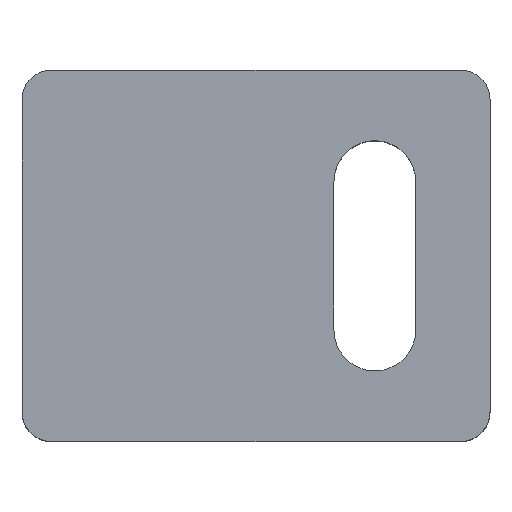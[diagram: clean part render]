
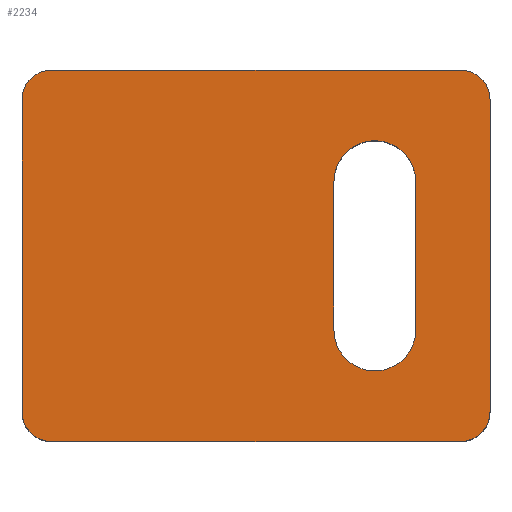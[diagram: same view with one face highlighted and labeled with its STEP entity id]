
A CAD part, top view. The second image highlights one B-rep face of the part: STEP entity #2234.
In plain terms, the highlighted planar face has unit normal (0, 0, 1).
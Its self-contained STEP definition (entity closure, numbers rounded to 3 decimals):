
#79 = VECTOR ( 'NONE', #1068, 1000. ) ;
#99 = DIRECTION ( 'NONE',  ( -1., 0., 0. ) ) ;
#158 = LINE ( 'NONE', #177, #79 ) ;
#160 = FACE_OUTER_BOUND ( 'NONE', #1929, .T. ) ;
#166 = DIRECTION ( 'NONE',  ( 0., 0., 1. ) ) ;
#177 = CARTESIAN_POINT ( 'NONE',  ( -15.75, 25., 7.5 ) ) ;
#178 = CARTESIAN_POINT ( 'NONE',  ( 8., 7.5, 7.5 ) ) ;
#185 = AXIS2_PLACEMENT_3D ( 'NONE', #2854, #817, #99 ) ;
#196 = CIRCLE ( 'NONE', #980, 2. ) ;
#204 = EDGE_CURVE ( 'NONE', #1876, #2139, #1202, .T. ) ;
#223 = CARTESIAN_POINT ( 'NONE',  ( 13.75, 23., 7.5 ) ) ;
#330 = EDGE_LOOP ( 'NONE', ( #2349, #1370, #1724, #1759 ) ) ;
#347 = LINE ( 'NONE', #1477, #920 ) ;
#381 = VERTEX_POINT ( 'NONE', #624 ) ;
#408 = CARTESIAN_POINT ( 'NONE',  ( 15.75, 25., 7.5 ) ) ;
#432 = DIRECTION ( 'NONE',  ( -1., 0., 0. ) ) ;
#437 = ORIENTED_EDGE ( 'NONE', *, *, #514, .T. ) ;
#458 = CARTESIAN_POINT ( 'NONE',  ( 8., 17.5, 7.5 ) ) ;
#514 = EDGE_CURVE ( 'NONE', #2449, #381, #1231, .T. ) ;
#519 = LINE ( 'NONE', #919, #1664 ) ;
#601 = EDGE_CURVE ( 'NONE', #2042, #2564, #2122, .T. ) ;
#624 = CARTESIAN_POINT ( 'NONE',  ( 13.75, 25., 7.5 ) ) ;
#654 = VECTOR ( 'NONE', #2215, 1000. ) ;
#708 = CARTESIAN_POINT ( 'NONE',  ( -13.75, 25., 7.5 ) ) ;
#792 = EDGE_CURVE ( 'NONE', #1408, #2337, #196, .T. ) ;
#814 = CARTESIAN_POINT ( 'NONE',  ( 15.75, 25., 7.5 ) ) ;
#817 = DIRECTION ( 'NONE',  ( 0., 0., 1. ) ) ;
#874 = PLANE ( 'NONE',  #1738 ) ;
#884 = DIRECTION ( 'NONE',  ( 0., 1., 0. ) ) ;
#919 = CARTESIAN_POINT ( 'NONE',  ( 15.75, 25., 7.5 ) ) ;
#920 = VECTOR ( 'NONE', #2197, 1000. ) ;
#942 = CARTESIAN_POINT ( 'NONE',  ( 13.75, 0., 7.5 ) ) ;
#980 = AXIS2_PLACEMENT_3D ( 'NONE', #2447, #2427, #1499 ) ;
#1012 = EDGE_CURVE ( 'NONE', #1408, #381, #519, .T. ) ;
#1031 = EDGE_CURVE ( 'NONE', #2354, #2855, #1042, .T. ) ;
#1042 = CIRCLE ( 'NONE', #2731, 2.75 ) ;
#1068 = DIRECTION ( 'NONE',  ( 0., -1., 0. ) ) ;
#1096 = CIRCLE ( 'NONE', #2018, 2. ) ;
#1186 = CARTESIAN_POINT ( 'NONE',  ( 10.75, 17.5, 7.5 ) ) ;
#1202 = CIRCLE ( 'NONE', #2352, 2.75 ) ;
#1231 = CIRCLE ( 'NONE', #2955, 2. ) ;
#1249 = EDGE_CURVE ( 'NONE', #2564, #2761, #2844, .T. ) ;
#1316 = CARTESIAN_POINT ( 'NONE',  ( -15.75, 23., 7.5 ) ) ;
#1360 = ORIENTED_EDGE ( 'NONE', *, *, #2131, .T. ) ;
#1370 = ORIENTED_EDGE ( 'NONE', *, *, #204, .F. ) ;
#1373 = DIRECTION ( 'NONE',  ( 0., 0., 1. ) ) ;
#1408 = VERTEX_POINT ( 'NONE', #708 ) ;
#1477 = CARTESIAN_POINT ( 'NONE',  ( 5.25, 17.5, 7.5 ) ) ;
#1499 = DIRECTION ( 'NONE',  ( -1., 0., 0. ) ) ;
#1510 = DIRECTION ( 'NONE',  ( 1., 0., 0. ) ) ;
#1522 = DIRECTION ( 'NONE',  ( 0., 0., 1. ) ) ;
#1642 = LINE ( 'NONE', #814, #2145 ) ;
#1664 = VECTOR ( 'NONE', #2330, 1000. ) ;
#1724 = ORIENTED_EDGE ( 'NONE', *, *, #2284, .F. ) ;
#1738 = AXIS2_PLACEMENT_3D ( 'NONE', #408, #2040, #432 ) ;
#1753 = EDGE_CURVE ( 'NONE', #2139, #2354, #347, .T. ) ;
#1759 = ORIENTED_EDGE ( 'NONE', *, *, #1031, .F. ) ;
#1816 = DIRECTION ( 'NONE',  ( 0., 0., 1. ) ) ;
#1817 = DIRECTION ( 'NONE',  ( 1., 0., 0. ) ) ;
#1840 = VERTEX_POINT ( 'NONE', #2189 ) ;
#1841 = EDGE_CURVE ( 'NONE', #2449, #1840, #1642, .T. ) ;
#1846 = CARTESIAN_POINT ( 'NONE',  ( 15.75, 23., 7.5 ) ) ;
#1850 = ORIENTED_EDGE ( 'NONE', *, *, #1249, .T. ) ;
#1876 = VERTEX_POINT ( 'NONE', #1186 ) ;
#1888 = CARTESIAN_POINT ( 'NONE',  ( 10.75, 7.5, 7.5 ) ) ;
#1929 = EDGE_LOOP ( 'NONE', ( #1850, #1360, #2005, #437, #1937, #2246, #2252, #2062 ) ) ;
#1937 = ORIENTED_EDGE ( 'NONE', *, *, #1012, .F. ) ;
#1984 = DIRECTION ( 'NONE',  ( -1., 0., 0. ) ) ;
#1997 = VECTOR ( 'NONE', #884, 1000. ) ;
#2005 = ORIENTED_EDGE ( 'NONE', *, *, #1841, .F. ) ;
#2018 = AXIS2_PLACEMENT_3D ( 'NONE', #2920, #1522, #1984 ) ;
#2040 = DIRECTION ( 'NONE',  ( 0., 0., -1. ) ) ;
#2042 = VERTEX_POINT ( 'NONE', #2378 ) ;
#2062 = ORIENTED_EDGE ( 'NONE', *, *, #601, .T. ) ;
#2122 = CIRCLE ( 'NONE', #185, 2. ) ;
#2131 = EDGE_CURVE ( 'NONE', #2761, #1840, #1096, .T. ) ;
#2139 = VERTEX_POINT ( 'NONE', #2885 ) ;
#2145 = VECTOR ( 'NONE', #2841, 1000. ) ;
#2189 = CARTESIAN_POINT ( 'NONE',  ( 15.75, 2., 7.5 ) ) ;
#2197 = DIRECTION ( 'NONE',  ( 0., -1., 0. ) ) ;
#2215 = DIRECTION ( 'NONE',  ( 1., 0., 0. ) ) ;
#2234 = ADVANCED_FACE ( 'NONE', ( #2545, #160 ), #874, .F. ) ;
#2246 = ORIENTED_EDGE ( 'NONE', *, *, #792, .T. ) ;
#2252 = ORIENTED_EDGE ( 'NONE', *, *, #2311, .T. ) ;
#2284 = EDGE_CURVE ( 'NONE', #2855, #1876, #2977, .T. ) ;
#2311 = EDGE_CURVE ( 'NONE', #2337, #2042, #158, .T. ) ;
#2330 = DIRECTION ( 'NONE',  ( 1., 0., 0. ) ) ;
#2337 = VERTEX_POINT ( 'NONE', #1316 ) ;
#2349 = ORIENTED_EDGE ( 'NONE', *, *, #1753, .F. ) ;
#2352 = AXIS2_PLACEMENT_3D ( 'NONE', #458, #1373, #1817 ) ;
#2354 = VERTEX_POINT ( 'NONE', #2947 ) ;
#2378 = CARTESIAN_POINT ( 'NONE',  ( -15.75, 2., 7.5 ) ) ;
#2427 = DIRECTION ( 'NONE',  ( 0., 0., 1. ) ) ;
#2447 = CARTESIAN_POINT ( 'NONE',  ( -13.75, 23., 7.5 ) ) ;
#2449 = VERTEX_POINT ( 'NONE', #1846 ) ;
#2526 = DIRECTION ( 'NONE',  ( -1., 0., 0. ) ) ;
#2545 = FACE_BOUND ( 'NONE', #330, .T. ) ;
#2564 = VERTEX_POINT ( 'NONE', #2863 ) ;
#2717 = CARTESIAN_POINT ( 'NONE',  ( 10.75, 17.5, 7.5 ) ) ;
#2731 = AXIS2_PLACEMENT_3D ( 'NONE', #178, #166, #1510 ) ;
#2761 = VERTEX_POINT ( 'NONE', #942 ) ;
#2841 = DIRECTION ( 'NONE',  ( 0., -1., 0. ) ) ;
#2844 = LINE ( 'NONE', #2888, #654 ) ;
#2854 = CARTESIAN_POINT ( 'NONE',  ( -13.75, 2., 7.5 ) ) ;
#2855 = VERTEX_POINT ( 'NONE', #1888 ) ;
#2863 = CARTESIAN_POINT ( 'NONE',  ( -13.75, 0., 7.5 ) ) ;
#2885 = CARTESIAN_POINT ( 'NONE',  ( 5.25, 17.5, 7.5 ) ) ;
#2888 = CARTESIAN_POINT ( 'NONE',  ( 15.75, 0., 7.5 ) ) ;
#2920 = CARTESIAN_POINT ( 'NONE',  ( 13.75, 2., 7.5 ) ) ;
#2947 = CARTESIAN_POINT ( 'NONE',  ( 5.25, 7.5, 7.5 ) ) ;
#2955 = AXIS2_PLACEMENT_3D ( 'NONE', #223, #1816, #2526 ) ;
#2977 = LINE ( 'NONE', #2717, #1997 ) ;
